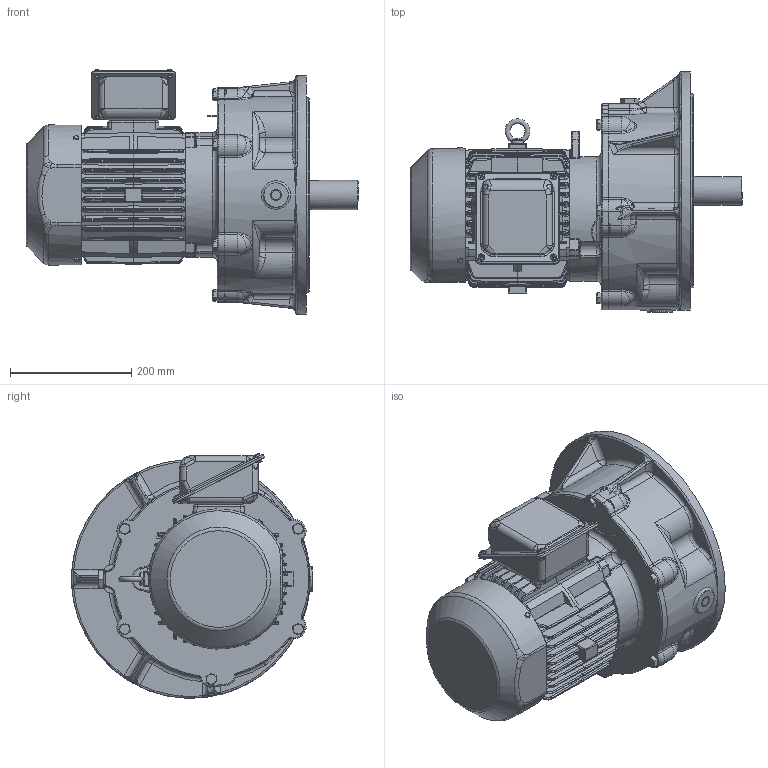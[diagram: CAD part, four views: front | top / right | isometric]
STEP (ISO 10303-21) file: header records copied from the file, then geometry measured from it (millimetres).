
FILE_DESCRIPTION (( 'STEP AP214' ), '1' );
FILE_NAME ('EK2DO07162H001_FVB_3.7kW_R30.stp', '2022-06-16T08:02:29', ( 'Windows 餌辨濠' ), ( '' ), 'SwSTEP 2.0', 'SolidWorks 2021', '' );
FILE_SCHEMA (( 'AUTOMOTIVE_DESIGN' ));
Length unit declared in the file: millimetre
Products named in the file (1): EK2DO07162H001_FVB_3.7kW_R30
Bounding box: 547 x 397 x 402.92 mm (x, y, z)
Volume: 25606508.9 mm3; surface area: 895269.1 mm2
Topology: 1 solids, 2 shells, 2137 faces, 5171 edges, 3017 vertices
Faces by surface type: bspline 678, cylinder 641, plane 576, torus 129, cone 77, sphere 36
Full cylindrical faces by diameter (mm): 6 x4, 8 x4, 10.5 x4, 20 x1, 48 x1, 50 x2, 68 x1, 72 x1, 320 x1, 393 x1
Entity records: 91129 total; most frequent: CARTESIAN_POINT 48329, ORIENTED_EDGE 10052, DIRECTION 7519, EDGE_CURVE 5026, AXIS2_PLACEMENT_3D 2983, VERTEX_POINT 2983, EDGE_LOOP 2231, FACE_OUTER_BOUND 2168
